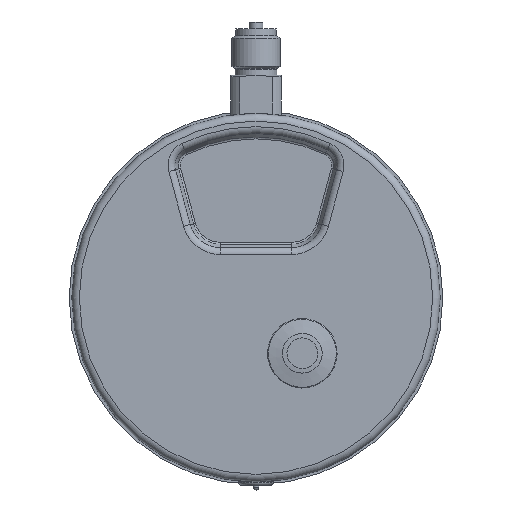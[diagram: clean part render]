
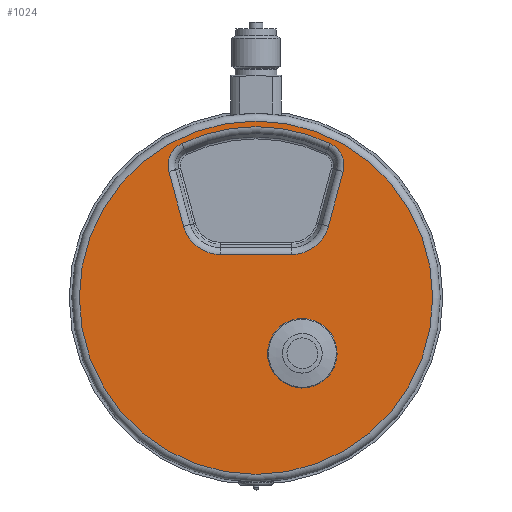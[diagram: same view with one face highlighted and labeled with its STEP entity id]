
A CAD part, front view. The second image highlights one B-rep face of the part: STEP entity #1024.
In plain terms, the highlighted planar face has unit normal (0, -1, 0).
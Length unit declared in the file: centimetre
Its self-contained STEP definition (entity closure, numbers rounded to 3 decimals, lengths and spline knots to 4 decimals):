
#70=PLANE('',#1170);
#102=LINE('',#1835,#134);
#104=LINE('',#1855,#136);
#105=LINE('',#1861,#137);
#134=VECTOR('',#1441,2.4558);
#136=VECTOR('',#1469,2.4558);
#137=VECTOR('',#1478,3.098);
#163=FACE_BOUND('',#325,.T.);
#164=FACE_BOUND('',#326,.T.);
#233=FACE_OUTER_BOUND('',#324,.T.);
#324=EDGE_LOOP('',(#853));
#325=EDGE_LOOP('',(#854));
#326=EDGE_LOOP('',(#855,#856,#857,#858,#859,#860,#861,#862));
#347=CIRCLE('',#1057,1.5);
#394=CIRCLE('',#1146,1.6325);
#397=CIRCLE('',#1151,1.0325);
#400=CIRCLE('',#1155,7.3825);
#403=CIRCLE('',#1159,1.0325);
#406=CIRCLE('',#1164,1.6325);
#407=CIRCLE('',#1171,7.625);
#439=VERTEX_POINT('',#1671);
#479=VERTEX_POINT('',#1824);
#481=VERTEX_POINT('',#1828);
#483=VERTEX_POINT('',#1833);
#485=VERTEX_POINT('',#1839);
#486=VERTEX_POINT('',#1844);
#487=VERTEX_POINT('',#1849);
#488=VERTEX_POINT('',#1853);
#489=VERTEX_POINT('',#1857);
#490=VERTEX_POINT('',#1870);
#528=EDGE_CURVE('',#439,#439,#347,.T.);
#594=EDGE_CURVE('',#481,#479,#394,.T.);
#596=EDGE_CURVE('',#483,#481,#102,.T.);
#599=EDGE_CURVE('',#485,#483,#397,.T.);
#602=EDGE_CURVE('',#486,#485,#400,.T.);
#605=EDGE_CURVE('',#487,#486,#403,.T.);
#607=EDGE_CURVE('',#488,#487,#104,.T.);
#609=EDGE_CURVE('',#489,#488,#406,.T.);
#610=EDGE_CURVE('',#479,#489,#105,.T.);
#614=EDGE_CURVE('',#490,#490,#407,.T.);
#853=ORIENTED_EDGE('',*,*,#614,.T.);
#854=ORIENTED_EDGE('',*,*,#528,.T.);
#855=ORIENTED_EDGE('',*,*,#594,.F.);
#856=ORIENTED_EDGE('',*,*,#596,.F.);
#857=ORIENTED_EDGE('',*,*,#599,.F.);
#858=ORIENTED_EDGE('',*,*,#602,.F.);
#859=ORIENTED_EDGE('',*,*,#605,.F.);
#860=ORIENTED_EDGE('',*,*,#607,.F.);
#861=ORIENTED_EDGE('',*,*,#609,.F.);
#862=ORIENTED_EDGE('',*,*,#610,.F.);
#1024=ADVANCED_FACE('',(#233,#163,#164),#70,.T.);
#1057=AXIS2_PLACEMENT_3D('',#1672,#1242,#1243);
#1146=AXIS2_PLACEMENT_3D('',#1830,#1435,#1436);
#1151=AXIS2_PLACEMENT_3D('',#1841,#1447,#1448);
#1155=AXIS2_PLACEMENT_3D('',#1846,#1455,#1456);
#1159=AXIS2_PLACEMENT_3D('',#1851,#1463,#1464);
#1164=AXIS2_PLACEMENT_3D('',#1859,#1474,#1475);
#1170=AXIS2_PLACEMENT_3D('',#1869,#1490,#1491);
#1171=AXIS2_PLACEMENT_3D('',#1871,#1492,#1493);
#1242=DIRECTION('center_axis',(0.,1.,0.));
#1243=DIRECTION('ref_axis',(-0.668,0.,-0.744));
#1435=DIRECTION('center_axis',(0.,-1.,0.));
#1436=DIRECTION('ref_axis',(-0.609,0.,-0.793));
#1441=DIRECTION('',(0.259,0.,-0.966));
#1447=DIRECTION('center_axis',(0.,-1.,0.));
#1448=DIRECTION('ref_axis',(-0.909,0.,0.416));
#1455=DIRECTION('center_axis',(0.,-1.,0.));
#1456=DIRECTION('ref_axis',(0.,0.,1.));
#1463=DIRECTION('center_axis',(0.,-1.,0.));
#1464=DIRECTION('ref_axis',(0.909,0.,0.416));
#1469=DIRECTION('',(0.259,0.,0.966));
#1474=DIRECTION('center_axis',(0.,-1.,0.));
#1475=DIRECTION('ref_axis',(0.609,0.,-0.793));
#1478=DIRECTION('',(1.,0.,0.));
#1490=DIRECTION('center_axis',(0.,-1.,0.));
#1491=DIRECTION('ref_axis',(0.,0.,-1.));
#1492=DIRECTION('center_axis',(0.,-1.,0.));
#1493=DIRECTION('ref_axis',(1.,0.,0.));
#1671=CARTESIAN_POINT('',(0.9975,0.,-3.5158));
#1672=CARTESIAN_POINT('Origin',(2.,0.,-2.4));
#1824=CARTESIAN_POINT('',(-1.549,0.,1.8675));
#1828=CARTESIAN_POINT('',(-3.1259,0.,3.0775));
#1830=CARTESIAN_POINT('Origin',(-1.549,0.,3.5));
#1833=CARTESIAN_POINT('',(-3.7615,0.,5.4496));
#1835=CARTESIAN_POINT('',(-2.8266,0.,1.9606));
#1839=CARTESIAN_POINT('',(-3.2136,0.,6.6463));
#1841=CARTESIAN_POINT('Origin',(-2.7642,0.,5.7168));
#1844=CARTESIAN_POINT('',(3.2136,0.,6.6463));
#1846=CARTESIAN_POINT('Origin',(0.,0.,0.));
#1849=CARTESIAN_POINT('',(3.7615,0.,5.4496));
#1851=CARTESIAN_POINT('Origin',(2.7642,0.,5.7168));
#1853=CARTESIAN_POINT('',(3.1259,0.,3.0775));
#1855=CARTESIAN_POINT('',(2.7642,0.,1.7276));
#1857=CARTESIAN_POINT('',(1.549,0.,1.8675));
#1859=CARTESIAN_POINT('Origin',(1.549,0.,3.5));
#1861=CARTESIAN_POINT('',(1.1317,0.,1.8675));
#1869=CARTESIAN_POINT('Origin',(3.8125,0.,0.));
#1870=CARTESIAN_POINT('',(7.625,0.,0.));
#1871=CARTESIAN_POINT('Origin',(0.,0.,0.));
